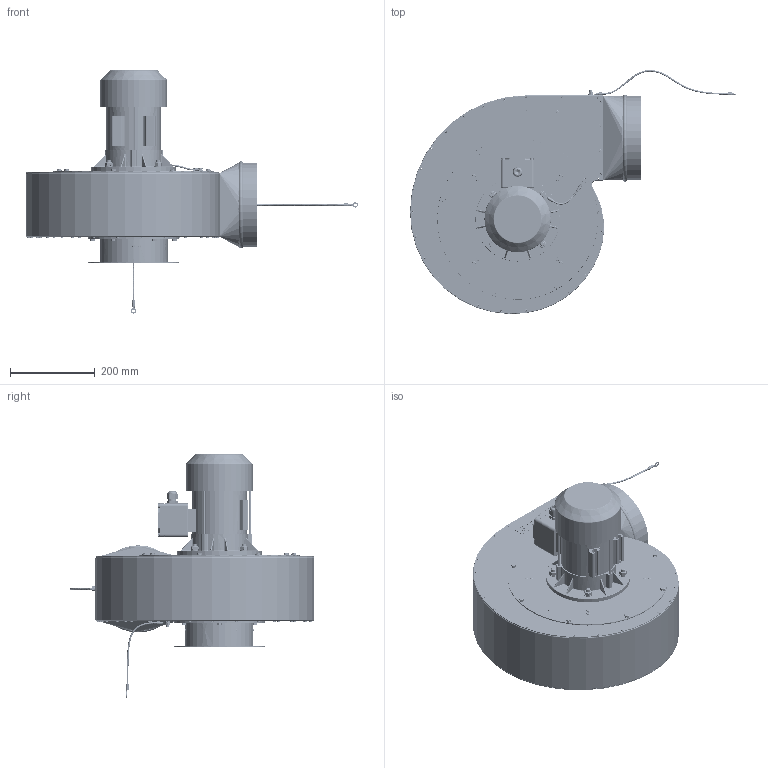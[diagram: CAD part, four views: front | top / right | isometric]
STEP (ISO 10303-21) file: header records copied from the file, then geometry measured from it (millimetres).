
FILE_DESCRIPTION(/* description */ ('888W04 WPA-7-E-N/Ex','CAx-IF Rec.Pracs.---Representation and Presentation of Product Manufacturing Information (PMI)---4.0---2014-10-13'),/* implementation_level */ '2;1');
FILE_NAME(/* name */ '888W04 WPA-7-E-N_Ex.stp',/* time_stamp */ '2022-05-09T09:39:54+02:00',/* author */ ('b.kitowicz'),/* organization */ ('KLIMAWENT S.A.'),/* preprocessor_version */ 'ST-DEVELOPER v18.1',/* originating_system */ 'Autodesk Inventor 2021',/* authorisation */ '');
FILE_SCHEMA (('AP242_MANAGED_MODEL_BASED_3D_ENGINEERING_MIM_LF { 1 0 10303 442 1 1 4 }'));
Length unit declared in the file: millimetre
Products named in the file (1): ~~
Bounding box: 784.88 x 577.17 x 575.02 mm (x, y, z)
Volume: 4617850.6 mm3; surface area: 1830652.5 mm2
Topology: 27 solids, 27 shells, 5935 faces, 14739 edges, 9588 vertices
Faces by surface type: plane 3051, cylinder 1226, bspline 1197, cone 231, torus 213, sphere 17
Full cylindrical faces by diameter (mm): 2 x105, 2.3 x2, 3 x28, 3.2 x82, 3.3 x2, 3.4 x14, 3.5 x33, 4 x14, 4.3 x8, 4.5 x6, 4.8 x3, 4.917 x1, 5.5 x6, 6 x41, 6.1 x2, 6.3 x1, 6.4 x3, 6.5 x92, 7 x15, 7.92 x14, 8 x8, 8.2 x2, 8.88 x14, 10 x8, 10.5 x1, 11 x4, 12 x4, 12.5 x1, 14.63 x4, 19 x1
Entity records: 197628 total; most frequent: CARTESIAN_POINT 55282, ORIENTED_EDGE 29482, DIRECTION 25644, EDGE_CURVE 14741, VERTEX_POINT 9616, AXIS2_PLACEMENT_3D 8895, LINE 7854, VECTOR 7854
